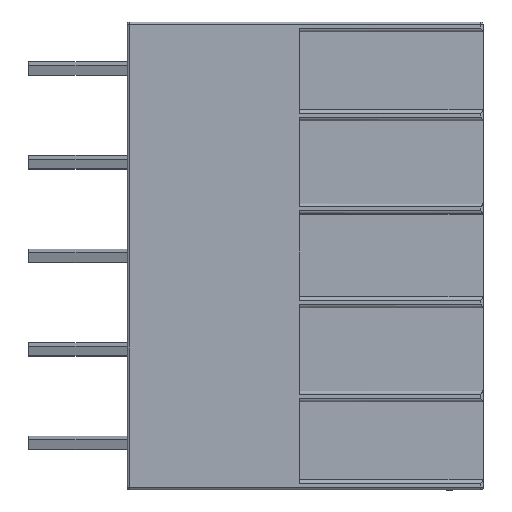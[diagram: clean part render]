
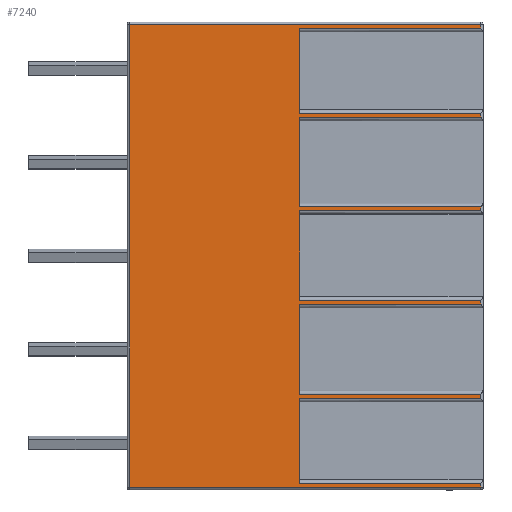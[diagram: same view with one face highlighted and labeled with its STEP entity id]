
A CAD part, top view. The second image highlights one B-rep face of the part: STEP entity #7240.
In plain terms, the highlighted planar face has unit normal (0, 0, 1).
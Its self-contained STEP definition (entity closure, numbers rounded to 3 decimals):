
#1258=DIRECTION('',(1.,0.,0.));
#1259=VECTOR('',#1258,28.6);
#1260=CARTESIAN_POINT('',(-10.95,0.2,6.956));
#1261=LINE('',#1260,#1259);
#1262=DIRECTION('',(0.,1.,0.));
#1263=VECTOR('',#1262,37.7);
#1264=CARTESIAN_POINT('',(-10.95,0.2,6.956));
#1265=LINE('',#1264,#1263);
#1266=DIRECTION('',(-1.,0.,0.));
#1267=VECTOR('',#1266,28.6);
#1268=CARTESIAN_POINT('',(17.65,37.9,6.956));
#1269=LINE('',#1268,#1267);
#1270=DIRECTION('',(1.,0.,0.));
#1271=VECTOR('',#1270,14.75);
#1272=CARTESIAN_POINT('',(2.9,37.59,6.956));
#1273=LINE('',#1272,#1271);
#1274=DIRECTION('',(0.,-1.,0.));
#1275=VECTOR('',#1274,6.94);
#1276=CARTESIAN_POINT('',(2.9,37.59,6.956));
#1277=LINE('',#1276,#1275);
#1278=DIRECTION('',(1.,0.,0.));
#1279=VECTOR('',#1278,14.75);
#1280=CARTESIAN_POINT('',(2.9,30.65,6.956));
#1281=LINE('',#1280,#1279);
#1282=DIRECTION('',(1.,0.,0.));
#1283=VECTOR('',#1282,14.75);
#1284=CARTESIAN_POINT('',(2.9,30.355,6.956));
#1285=LINE('',#1284,#1283);
#1286=DIRECTION('',(0.,-1.,0.));
#1287=VECTOR('',#1286,7.32);
#1288=CARTESIAN_POINT('',(2.9,30.355,6.956));
#1289=LINE('',#1288,#1287);
#1290=DIRECTION('',(-1.,0.,0.));
#1291=VECTOR('',#1290,14.75);
#1292=CARTESIAN_POINT('',(17.65,23.035,6.956));
#1293=LINE('',#1292,#1291);
#1294=DIRECTION('',(1.,0.,0.));
#1295=VECTOR('',#1294,14.75);
#1296=CARTESIAN_POINT('',(2.9,22.735,6.956));
#1297=LINE('',#1296,#1295);
#1298=DIRECTION('',(0.,-1.,0.));
#1299=VECTOR('',#1298,7.32);
#1300=CARTESIAN_POINT('',(2.9,22.735,6.956));
#1301=LINE('',#1300,#1299);
#1302=DIRECTION('',(-1.,0.,0.));
#1303=VECTOR('',#1302,14.75);
#1304=CARTESIAN_POINT('',(17.65,15.415,6.956));
#1305=LINE('',#1304,#1303);
#1306=DIRECTION('',(1.,0.,0.));
#1307=VECTOR('',#1306,14.75);
#1308=CARTESIAN_POINT('',(2.9,15.115,6.956));
#1309=LINE('',#1308,#1307);
#1310=DIRECTION('',(0.,-1.,0.));
#1311=VECTOR('',#1310,7.32);
#1312=CARTESIAN_POINT('',(2.9,15.115,6.956));
#1313=LINE('',#1312,#1311);
#1314=DIRECTION('',(-1.,0.,0.));
#1315=VECTOR('',#1314,14.75);
#1316=CARTESIAN_POINT('',(17.65,7.795,6.956));
#1317=LINE('',#1316,#1315);
#1318=DIRECTION('',(-1.,0.,0.));
#1319=VECTOR('',#1318,14.75);
#1320=CARTESIAN_POINT('',(17.65,7.45,6.956));
#1321=LINE('',#1320,#1319);
#1322=DIRECTION('',(0.,1.,0.));
#1323=VECTOR('',#1322,6.94);
#1324=CARTESIAN_POINT('',(2.9,0.51,6.956));
#1325=LINE('',#1324,#1323);
#1326=DIRECTION('',(-1.,0.,0.));
#1327=VECTOR('',#1326,14.75);
#1328=CARTESIAN_POINT('',(17.65,0.51,6.956));
#1329=LINE('',#1328,#1327);
#1349=DIRECTION('',(0.,1.,0.));
#1350=VECTOR('',#1349,0.295);
#1351=CARTESIAN_POINT('',(17.65,30.355,6.956));
#1352=LINE('',#1351,#1350);
#1371=DIRECTION('',(0.,1.,0.));
#1372=VECTOR('',#1371,0.3);
#1373=CARTESIAN_POINT('',(17.65,22.735,6.956));
#1374=LINE('',#1373,#1372);
#1393=DIRECTION('',(0.,1.,0.));
#1394=VECTOR('',#1393,0.3);
#1395=CARTESIAN_POINT('',(17.65,15.115,6.956));
#1396=LINE('',#1395,#1394);
#1415=DIRECTION('',(0.,1.,0.));
#1416=VECTOR('',#1415,0.345);
#1417=CARTESIAN_POINT('',(17.65,7.45,6.956));
#1418=LINE('',#1417,#1416);
#1433=DIRECTION('',(0.,1.,0.));
#1434=VECTOR('',#1433,0.31);
#1435=CARTESIAN_POINT('',(17.65,0.2,6.956));
#1436=LINE('',#1435,#1434);
#1460=DIRECTION('',(0.,1.,0.));
#1461=VECTOR('',#1460,0.31);
#1462=CARTESIAN_POINT('',(17.65,37.59,6.956));
#1463=LINE('',#1462,#1461);
#4889=CARTESIAN_POINT('',(2.9,37.59,6.956));
#4890=CARTESIAN_POINT('',(2.9,30.65,6.956));
#4891=VERTEX_POINT('',#4889);
#4892=VERTEX_POINT('',#4890);
#4893=CARTESIAN_POINT('',(17.65,37.59,6.956));
#4894=VERTEX_POINT('',#4893);
#4895=CARTESIAN_POINT('',(17.65,30.65,6.956));
#4896=VERTEX_POINT('',#4895);
#4987=CARTESIAN_POINT('',(2.9,30.355,6.956));
#4988=CARTESIAN_POINT('',(17.65,30.355,6.956));
#4989=VERTEX_POINT('',#4987);
#4990=VERTEX_POINT('',#4988);
#4991=CARTESIAN_POINT('',(17.65,23.035,6.956));
#4992=CARTESIAN_POINT('',(2.9,23.035,6.956));
#4993=VERTEX_POINT('',#4991);
#4994=VERTEX_POINT('',#4992);
#5157=CARTESIAN_POINT('',(2.9,22.735,6.956));
#5158=CARTESIAN_POINT('',(17.65,22.735,6.956));
#5159=VERTEX_POINT('',#5157);
#5160=VERTEX_POINT('',#5158);
#5161=CARTESIAN_POINT('',(17.65,15.415,6.956));
#5162=CARTESIAN_POINT('',(2.9,15.415,6.956));
#5163=VERTEX_POINT('',#5161);
#5164=VERTEX_POINT('',#5162);
#5371=CARTESIAN_POINT('',(2.9,0.51,6.956));
#5372=VERTEX_POINT('',#5371);
#5373=CARTESIAN_POINT('',(2.9,7.45,6.956));
#5374=VERTEX_POINT('',#5373);
#5383=CARTESIAN_POINT('',(17.65,0.51,6.956));
#5384=VERTEX_POINT('',#5383);
#5385=CARTESIAN_POINT('',(17.65,7.45,6.956));
#5386=VERTEX_POINT('',#5385);
#5469=CARTESIAN_POINT('',(2.9,15.115,6.956));
#5470=CARTESIAN_POINT('',(17.65,15.115,6.956));
#5471=VERTEX_POINT('',#5469);
#5472=VERTEX_POINT('',#5470);
#5473=CARTESIAN_POINT('',(17.65,7.795,6.956));
#5474=CARTESIAN_POINT('',(2.9,7.795,6.956));
#5475=VERTEX_POINT('',#5473);
#5476=VERTEX_POINT('',#5474);
#5841=CARTESIAN_POINT('',(17.65,0.2,6.956));
#5842=VERTEX_POINT('',#5841);
#5843=CARTESIAN_POINT('',(-10.95,0.2,6.956));
#5844=VERTEX_POINT('',#5843);
#5881=CARTESIAN_POINT('',(-10.95,37.9,6.956));
#5882=VERTEX_POINT('',#5881);
#5883=CARTESIAN_POINT('',(17.65,37.9,6.956));
#5884=VERTEX_POINT('',#5883);
#7187=CARTESIAN_POINT('',(-10.95,0.,6.956));
#7188=DIRECTION('',(0.,0.,1.));
#7189=DIRECTION('',(1.,0.,0.));
#7190=AXIS2_PLACEMENT_3D('',#7187,#7188,#7189);
#7191=PLANE('',#7190);
#7193=ORIENTED_EDGE('',*,*,#7192,.F.);
#7195=ORIENTED_EDGE('',*,*,#7194,.T.);
#7197=ORIENTED_EDGE('',*,*,#7196,.F.);
#7199=ORIENTED_EDGE('',*,*,#7198,.F.);
#7200=ORIENTED_EDGE('',*,*,#7176,.F.);
#7201=ORIENTED_EDGE('',*,*,#7166,.T.);
#7203=ORIENTED_EDGE('',*,*,#7202,.T.);
#7205=ORIENTED_EDGE('',*,*,#7204,.F.);
#7207=ORIENTED_EDGE('',*,*,#7206,.F.);
#7209=ORIENTED_EDGE('',*,*,#7208,.T.);
#7211=ORIENTED_EDGE('',*,*,#7210,.F.);
#7213=ORIENTED_EDGE('',*,*,#7212,.F.);
#7215=ORIENTED_EDGE('',*,*,#7214,.F.);
#7217=ORIENTED_EDGE('',*,*,#7216,.T.);
#7219=ORIENTED_EDGE('',*,*,#7218,.F.);
#7221=ORIENTED_EDGE('',*,*,#7220,.F.);
#7223=ORIENTED_EDGE('',*,*,#7222,.F.);
#7225=ORIENTED_EDGE('',*,*,#7224,.T.);
#7227=ORIENTED_EDGE('',*,*,#7226,.F.);
#7229=ORIENTED_EDGE('',*,*,#7228,.F.);
#7231=ORIENTED_EDGE('',*,*,#7230,.T.);
#7233=ORIENTED_EDGE('',*,*,#7232,.F.);
#7235=ORIENTED_EDGE('',*,*,#7234,.F.);
#7237=ORIENTED_EDGE('',*,*,#7236,.F.);
#7238=EDGE_LOOP('',(#7193,#7195,#7197,#7199,#7200,#7201,#7203,#7205,#7207,#7209,
#7211,#7213,#7215,#7217,#7219,#7221,#7223,#7225,#7227,#7229,#7231,#7233,#7235,
#7237));
#7239=FACE_OUTER_BOUND('',#7238,.F.);
#7240=ADVANCED_FACE('',(#7239),#7191,.T.);
#7166=EDGE_CURVE('',#4891,#4892,#1277,.T.);
#7176=EDGE_CURVE('',#4891,#4894,#1273,.T.);
#7192=EDGE_CURVE('',#5844,#5842,#1261,.T.);
#7194=EDGE_CURVE('',#5844,#5882,#1265,.T.);
#7196=EDGE_CURVE('',#5884,#5882,#1269,.T.);
#7198=EDGE_CURVE('',#4894,#5884,#1463,.T.);
#7202=EDGE_CURVE('',#4892,#4896,#1281,.T.);
#7204=EDGE_CURVE('',#4990,#4896,#1352,.T.);
#7206=EDGE_CURVE('',#4989,#4990,#1285,.T.);
#7208=EDGE_CURVE('',#4989,#4994,#1289,.T.);
#7210=EDGE_CURVE('',#4993,#4994,#1293,.T.);
#7212=EDGE_CURVE('',#5160,#4993,#1374,.T.);
#7214=EDGE_CURVE('',#5159,#5160,#1297,.T.);
#7216=EDGE_CURVE('',#5159,#5164,#1301,.T.);
#7218=EDGE_CURVE('',#5163,#5164,#1305,.T.);
#7220=EDGE_CURVE('',#5472,#5163,#1396,.T.);
#7222=EDGE_CURVE('',#5471,#5472,#1309,.T.);
#7224=EDGE_CURVE('',#5471,#5476,#1313,.T.);
#7226=EDGE_CURVE('',#5475,#5476,#1317,.T.);
#7228=EDGE_CURVE('',#5386,#5475,#1418,.T.);
#7230=EDGE_CURVE('',#5386,#5374,#1321,.T.);
#7232=EDGE_CURVE('',#5372,#5374,#1325,.T.);
#7234=EDGE_CURVE('',#5384,#5372,#1329,.T.);
#7236=EDGE_CURVE('',#5842,#5384,#1436,.T.);
